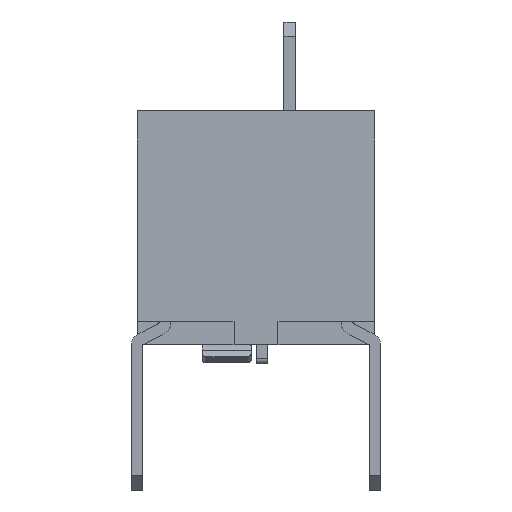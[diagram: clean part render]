
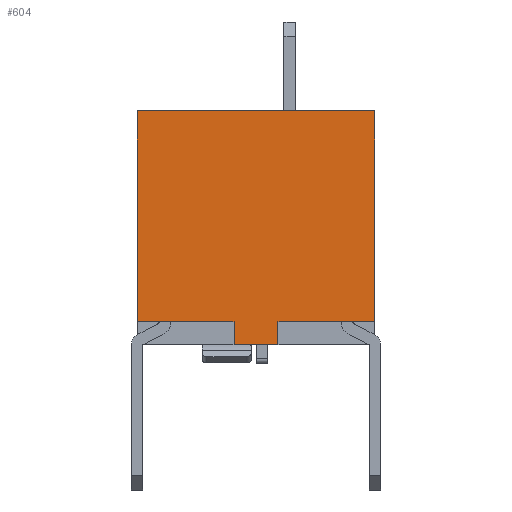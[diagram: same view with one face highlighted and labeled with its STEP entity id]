
A CAD part, left-side view. The second image highlights one B-rep face of the part: STEP entity #604.
In plain terms, the highlighted planar face has unit normal (-1, 0, 0).
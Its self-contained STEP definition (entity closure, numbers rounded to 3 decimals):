
#604 = ADVANCED_FACE( '', ( #1606 ), #1607, .F. );
#1606 = FACE_OUTER_BOUND( '', #3054, .T. );
#1607 = PLANE( '', #3055 );
#3054 = EDGE_LOOP( '', ( #4865, #4866, #4867, #4868, #4869, #4870, #4871, #4872 ) );
#3055 = AXIS2_PLACEMENT_3D( '', #4873, #4874, #4875 );
#4865 = ORIENTED_EDGE( '', *, *, #8832, .F. );
#4866 = ORIENTED_EDGE( '', *, *, #8833, .T. );
#4867 = ORIENTED_EDGE( '', *, *, #8834, .T. );
#4868 = ORIENTED_EDGE( '', *, *, #8835, .F. );
#4869 = ORIENTED_EDGE( '', *, *, #8836, .F. );
#4870 = ORIENTED_EDGE( '', *, *, #8837, .F. );
#4871 = ORIENTED_EDGE( '', *, *, #8838, .T. );
#4872 = ORIENTED_EDGE( '', *, *, #8839, .T. );
#4873 = CARTESIAN_POINT( '', ( -16.81, 0., 0. ) );
#4874 = DIRECTION( '', ( 1., 0., 0. ) );
#4875 = DIRECTION( '', ( 0., 0., -1. ) );
#8832 = EDGE_CURVE( '', #10728, #10729, #10730, .T. );
#8833 = EDGE_CURVE( '', #10728, #10731, #10732, .T. );
#8834 = EDGE_CURVE( '', #10731, #10733, #10734, .T. );
#8835 = EDGE_CURVE( '', #10735, #10733, #10736, .T. );
#8836 = EDGE_CURVE( '', #10737, #10735, #10738, .T. );
#8837 = EDGE_CURVE( '', #10739, #10737, #10740, .T. );
#8838 = EDGE_CURVE( '', #10739, #10741, #10742, .T. );
#8839 = EDGE_CURVE( '', #10741, #10729, #10743, .T. );
#10728 = VERTEX_POINT( '', #13388 );
#10729 = VERTEX_POINT( '', #13389 );
#10730 = LINE( '', #13390, #13391 );
#10731 = VERTEX_POINT( '', #13392 );
#10732 = LINE( '', #13393, #13394 );
#10733 = VERTEX_POINT( '', #13395 );
#10734 = LINE( '', #13396, #13397 );
#10735 = VERTEX_POINT( '', #13398 );
#10736 = LINE( '', #13399, #13400 );
#10737 = VERTEX_POINT( '', #13401 );
#10738 = LINE( '', #13402, #13403 );
#10739 = VERTEX_POINT( '', #13404 );
#10740 = LINE( '', #13405, #13406 );
#10741 = VERTEX_POINT( '', #13407 );
#10742 = LINE( '', #13408, #13409 );
#10743 = LINE( '', #13410, #13411 );
#13388 = CARTESIAN_POINT( '', ( -16.81, -0.47, -2.5 ) );
#13389 = CARTESIAN_POINT( '', ( -16.81, 0.47, -2.5 ) );
#13390 = CARTESIAN_POINT( '', ( -16.81, -2.54, -2.5 ) );
#13391 = VECTOR( '', #16402, 1000. );
#13392 = CARTESIAN_POINT( '', ( -16.81, -0.47, -2. ) );
#13393 = CARTESIAN_POINT( '', ( -16.81, -0.47, 0. ) );
#13394 = VECTOR( '', #16403, 1000. );
#13395 = CARTESIAN_POINT( '', ( -16.81, -2.54, -2. ) );
#13396 = CARTESIAN_POINT( '', ( -16.81, 0., -2. ) );
#13397 = VECTOR( '', #16404, 1000. );
#13398 = CARTESIAN_POINT( '', ( -16.81, -2.54, 2.5 ) );
#13399 = CARTESIAN_POINT( '', ( -16.81, -2.54, 2.5 ) );
#13400 = VECTOR( '', #16405, 1000. );
#13401 = CARTESIAN_POINT( '', ( -16.81, 2.54, 2.5 ) );
#13402 = CARTESIAN_POINT( '', ( -16.81, 2.54, 2.5 ) );
#13403 = VECTOR( '', #16406, 1000. );
#13404 = CARTESIAN_POINT( '', ( -16.81, 2.54, -2. ) );
#13405 = CARTESIAN_POINT( '', ( -16.81, 2.54, -2.5 ) );
#13406 = VECTOR( '', #16407, 1000. );
#13407 = CARTESIAN_POINT( '', ( -16.81, 0.47, -2. ) );
#13408 = CARTESIAN_POINT( '', ( -16.81, 0., -2. ) );
#13409 = VECTOR( '', #16408, 1000. );
#13410 = CARTESIAN_POINT( '', ( -16.81, 0.47, 0. ) );
#13411 = VECTOR( '', #16409, 1000. );
#16402 = DIRECTION( '', ( 0., 1., 0. ) );
#16403 = DIRECTION( '', ( 0., 0., 1. ) );
#16404 = DIRECTION( '', ( 0., -1., 0. ) );
#16405 = DIRECTION( '', ( 0., 0., -1. ) );
#16406 = DIRECTION( '', ( 0., -1., 0. ) );
#16407 = DIRECTION( '', ( 0., 0., 1. ) );
#16408 = DIRECTION( '', ( 0., -1., 0. ) );
#16409 = DIRECTION( '', ( 0., 0., -1. ) );
